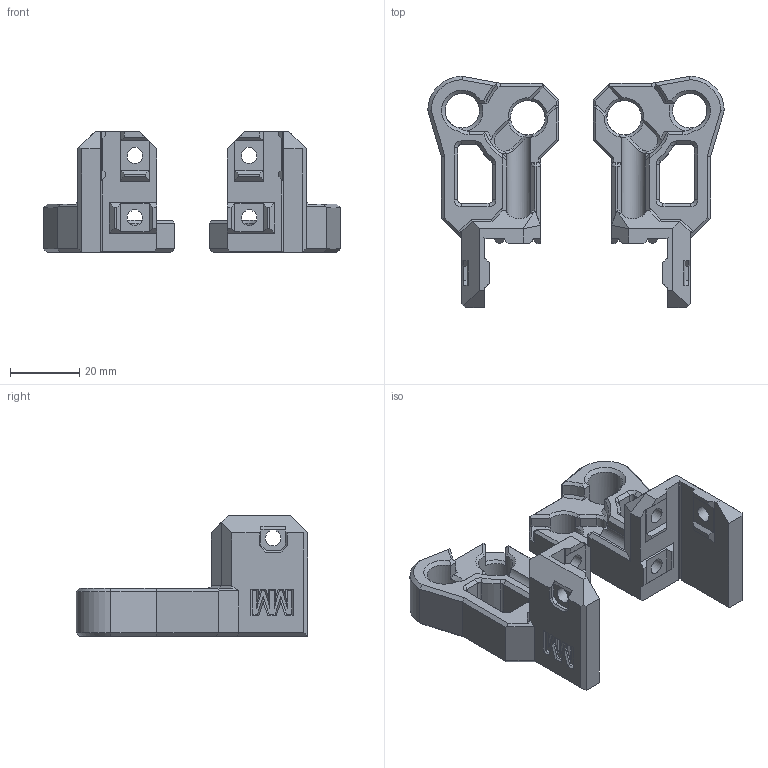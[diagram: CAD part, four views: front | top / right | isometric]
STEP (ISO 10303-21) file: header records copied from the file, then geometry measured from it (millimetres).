
FILE_DESCRIPTION(/* description */ (''),/* implementation_level */ '2;1');
FILE_NAME(/* name */ 'Crearibo Z Top 10mm v1.step',/* time_stamp */ '2020-04-16T13:09:40+01:00',/* author */ (''),/* organization */ (''),/* preprocessor_version */ 'ST-DEVELOPER v18',/* originating_system */ 'Autodesk Translation Framework v8.12.0.6',/* authorisation */ '');
FILE_SCHEMA (('AUTOMOTIVE_DESIGN { 1 0 10303 214 3 1 1 }'));
Length unit declared in the file: millimetre
Products named in the file (3): Crearibo Z Top 10mm; Z Top Left 10mm; Z Top Right 10mm
Assembly tree (2 placements, depth 2):
  Crearibo Z Top 10mm
    Z Top Left 10mm
    Z Top Right 10mm
Bounding box: 85.93 x 67.06 x 34.99 mm (x, y, z)
Volume: 37947.8 mm3; surface area: 17359.3 mm2
Topology: 2 solids, 2 shells, 550 faces, 1448 edges, 892 vertices
Faces by surface type: plane 418, cone 70, cylinder 44, bspline 18
Full cylindrical faces by diameter (mm): 10 x4
Entity records: 17585 total; most frequent: CARTESIAN_POINT 4235, ORIENTED_EDGE 2880, DIRECTION 2561, EDGE_CURVE 1440, LINE 1117, VECTOR 1117, VERTEX_POINT 892, AXIS2_PLACEMENT_3D 722
